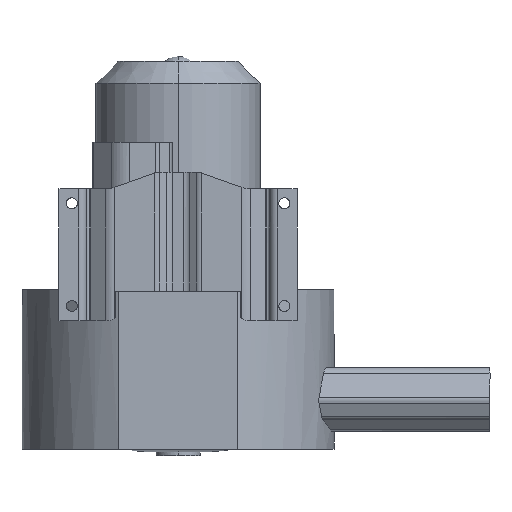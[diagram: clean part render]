
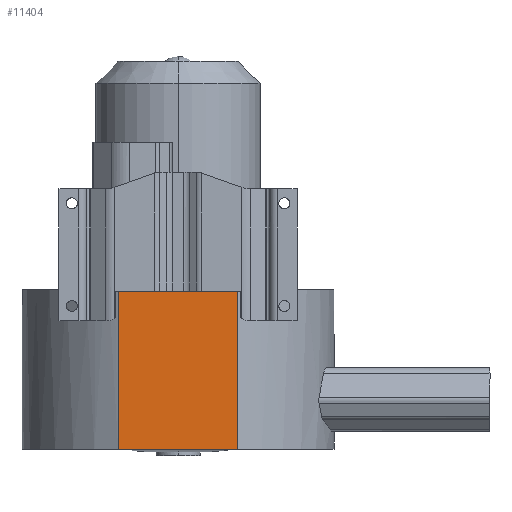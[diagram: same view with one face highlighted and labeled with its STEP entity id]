
A CAD part, left-side view. The second image highlights one B-rep face of the part: STEP entity #11404.
In plain terms, the highlighted planar face has unit normal (-1, 0, 0).
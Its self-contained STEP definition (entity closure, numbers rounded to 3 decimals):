
#647 = CARTESIAN_POINT ( 'NONE',  ( -196.7, -81.72, 681.042 ) ) ;
#721 = LINE ( 'NONE', #6316, #6959 ) ;
#789 = DIRECTION ( 'NONE',  ( 0., -1., 0. ) ) ;
#1185 = EDGE_CURVE ( 'NONE', #9655, #6717, #4288, .T. ) ;
#1446 = DIRECTION ( 'NONE',  ( 0., 0., -1. ) ) ;
#1938 = DIRECTION ( 'NONE',  ( 0., 0., 1. ) ) ;
#2166 = LINE ( 'NONE', #3807, #8512 ) ;
#2475 = VECTOR ( 'NONE', #1446, 1000. ) ;
#2519 = EDGE_CURVE ( 'NONE', #4271, #6925, #2166, .T. ) ;
#2974 = EDGE_CURVE ( 'NONE', #6925, #9655, #721, .T. ) ;
#3807 = CARTESIAN_POINT ( 'NONE',  ( -196.7, 81.72, 681.042 ) ) ;
#4184 = PLANE ( 'NONE',  #11482 ) ;
#4259 = LINE ( 'NONE', #5352, #5419 ) ;
#4271 = VERTEX_POINT ( 'NONE', #5949 ) ;
#4288 = LINE ( 'NONE', #647, #2475 ) ;
#4359 = DIRECTION ( 'NONE',  ( -1., 0., 0. ) ) ;
#5352 = CARTESIAN_POINT ( 'NONE',  ( -196.7, 81.72, -125.75 ) ) ;
#5419 = VECTOR ( 'NONE', #11703, 1000. ) ;
#5949 = CARTESIAN_POINT ( 'NONE',  ( -196.7, 81.72, -125.75 ) ) ;
#6316 = CARTESIAN_POINT ( 'NONE',  ( -196.7, 0., 90. ) ) ;
#6717 = VERTEX_POINT ( 'NONE', #9751 ) ;
#6925 = VERTEX_POINT ( 'NONE', #7051 ) ;
#6959 = VECTOR ( 'NONE', #789, 1000. ) ;
#6962 = EDGE_LOOP ( 'NONE', ( #9064, #8123, #8507, #7986 ) ) ;
#7051 = CARTESIAN_POINT ( 'NONE',  ( -196.7, 81.72, 90. ) ) ;
#7159 = DIRECTION ( 'NONE',  ( 0., 0., 1. ) ) ;
#7271 = CARTESIAN_POINT ( 'NONE',  ( -196.7, -81.72, 90. ) ) ;
#7854 = EDGE_CURVE ( 'NONE', #4271, #6717, #4259, .T. ) ;
#7986 = ORIENTED_EDGE ( 'NONE', *, *, #2974, .F. ) ;
#8123 = ORIENTED_EDGE ( 'NONE', *, *, #7854, .T. ) ;
#8507 = ORIENTED_EDGE ( 'NONE', *, *, #1185, .F. ) ;
#8512 = VECTOR ( 'NONE', #1938, 1000. ) ;
#9064 = ORIENTED_EDGE ( 'NONE', *, *, #2519, .F. ) ;
#9655 = VERTEX_POINT ( 'NONE', #7271 ) ;
#9751 = CARTESIAN_POINT ( 'NONE',  ( -196.7, -81.72, -125.75 ) ) ;
#9782 = CARTESIAN_POINT ( 'NONE',  ( -196.7, 81.72, 681.042 ) ) ;
#10766 = FACE_OUTER_BOUND ( 'NONE', #6962, .T. ) ;
#11404 = ADVANCED_FACE ( 'NONE', ( #10766 ), #4184, .T. ) ;
#11482 = AXIS2_PLACEMENT_3D ( 'NONE', #9782, #4359, #7159 ) ;
#11703 = DIRECTION ( 'NONE',  ( 0., -1., 0. ) ) ;
